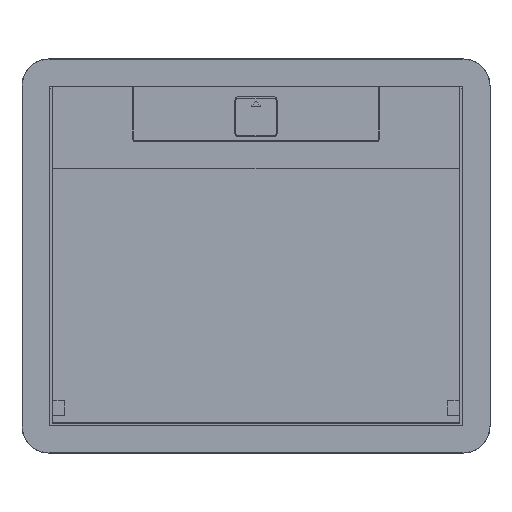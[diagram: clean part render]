
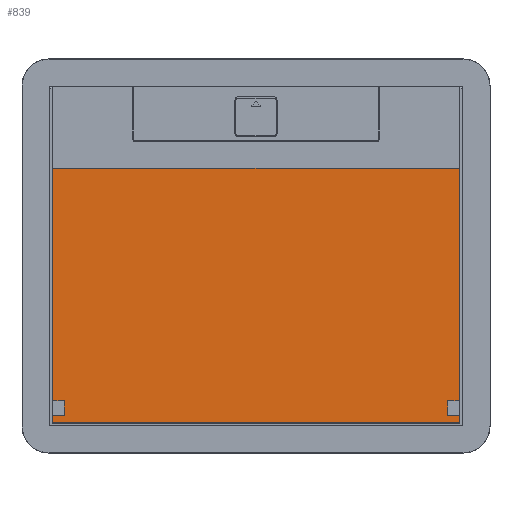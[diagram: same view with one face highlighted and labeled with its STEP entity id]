
A CAD part, top view. The second image highlights one B-rep face of the part: STEP entity #839.
In plain terms, the highlighted planar face has unit normal (0, 0, 1).
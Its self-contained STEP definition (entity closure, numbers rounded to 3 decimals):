
#555=CARTESIAN_POINT('Vertex',(-123.725,113.25,4.4)) ;
#560=CARTESIAN_POINT('Line Origine',(0.,113.25,4.4)) ;
#564=CARTESIAN_POINT('Vertex',(123.725,113.25,4.4)) ;
#745=CARTESIAN_POINT('Axis2P3D Location',(0.,0.,4.4)) ;
#750=CARTESIAN_POINT('Line Origine',(-123.725,42.5,4.4)) ;
#754=CARTESIAN_POINT('Vertex',(-123.725,-28.25,4.4)) ;
#757=CARTESIAN_POINT('Line Origine',(-120.238,-28.25,4.4)) ;
#761=CARTESIAN_POINT('Vertex',(-116.75,-28.25,4.4)) ;
#764=CARTESIAN_POINT('Line Origine',(-116.75,-32.75,4.4)) ;
#768=CARTESIAN_POINT('Vertex',(-116.75,-37.25,4.4)) ;
#771=CARTESIAN_POINT('Line Origine',(-122.,-37.25,4.4)) ;
#775=CARTESIAN_POINT('Vertex',(-127.25,-37.25,4.4)) ;
#778=CARTESIAN_POINT('Line Origine',(-127.25,-39.25,4.4)) ;
#782=CARTESIAN_POINT('Vertex',(-127.25,-41.25,4.4)) ;
#785=CARTESIAN_POINT('Line Origine',(0.,-41.25,4.4)) ;
#789=CARTESIAN_POINT('Vertex',(127.25,-41.25,4.4)) ;
#792=CARTESIAN_POINT('Line Origine',(127.25,-39.25,4.4)) ;
#796=CARTESIAN_POINT('Vertex',(127.25,-37.25,4.4)) ;
#799=CARTESIAN_POINT('Line Origine',(122.,-37.25,4.4)) ;
#803=CARTESIAN_POINT('Vertex',(116.75,-37.25,4.4)) ;
#806=CARTESIAN_POINT('Line Origine',(116.75,-32.75,4.4)) ;
#810=CARTESIAN_POINT('Vertex',(116.75,-28.25,4.4)) ;
#813=CARTESIAN_POINT('Line Origine',(120.238,-28.25,4.4)) ;
#817=CARTESIAN_POINT('Vertex',(123.725,-28.25,4.4)) ;
#820=CARTESIAN_POINT('Line Origine',(123.725,42.5,4.4)) ;
#561=DIRECTION('Vector Direction',(-1.,0.,0.)) ;
#746=DIRECTION('Axis2P3D Direction',(0.,0.,1.)) ;
#747=DIRECTION('Axis2P3D XDirection',(1.,0.,0.)) ;
#751=DIRECTION('Vector Direction',(0.,-1.,0.)) ;
#758=DIRECTION('Vector Direction',(-1.,0.,0.)) ;
#765=DIRECTION('Vector Direction',(0.,1.,0.)) ;
#772=DIRECTION('Vector Direction',(1.,0.,0.)) ;
#779=DIRECTION('Vector Direction',(0.,-1.,0.)) ;
#786=DIRECTION('Vector Direction',(-1.,0.,0.)) ;
#793=DIRECTION('Vector Direction',(0.,-1.,0.)) ;
#800=DIRECTION('Vector Direction',(-1.,0.,0.)) ;
#807=DIRECTION('Vector Direction',(0.,1.,0.)) ;
#814=DIRECTION('Vector Direction',(1.,0.,0.)) ;
#821=DIRECTION('Vector Direction',(0.,-1.,0.)) ;
#748=AXIS2_PLACEMENT_3D('Plane Axis2P3D',#745,#746,#747) ;
#826=ORIENTED_EDGE('',*,*,#756,.T.) ;
#827=ORIENTED_EDGE('',*,*,#763,.T.) ;
#828=ORIENTED_EDGE('',*,*,#770,.T.) ;
#829=ORIENTED_EDGE('',*,*,#777,.T.) ;
#830=ORIENTED_EDGE('',*,*,#784,.T.) ;
#831=ORIENTED_EDGE('',*,*,#791,.T.) ;
#832=ORIENTED_EDGE('',*,*,#798,.T.) ;
#833=ORIENTED_EDGE('',*,*,#805,.T.) ;
#834=ORIENTED_EDGE('',*,*,#812,.T.) ;
#835=ORIENTED_EDGE('',*,*,#819,.T.) ;
#836=ORIENTED_EDGE('',*,*,#824,.T.) ;
#837=ORIENTED_EDGE('',*,*,#566,.F.) ;
#562=VECTOR('Line Direction',#561,1.) ;
#752=VECTOR('Line Direction',#751,1.) ;
#759=VECTOR('Line Direction',#758,1.) ;
#766=VECTOR('Line Direction',#765,1.) ;
#773=VECTOR('Line Direction',#772,1.) ;
#780=VECTOR('Line Direction',#779,1.) ;
#787=VECTOR('Line Direction',#786,1.) ;
#794=VECTOR('Line Direction',#793,1.) ;
#801=VECTOR('Line Direction',#800,1.) ;
#808=VECTOR('Line Direction',#807,1.) ;
#815=VECTOR('Line Direction',#814,1.) ;
#822=VECTOR('Line Direction',#821,1.) ;
#839=ADVANCED_FACE('Corps principal',(#838),#749,.T.) ;
#566=EDGE_CURVE('',#556,#565,#563,.F.) ;
#756=EDGE_CURVE('',#556,#755,#753,.T.) ;
#763=EDGE_CURVE('',#755,#762,#760,.F.) ;
#770=EDGE_CURVE('',#762,#769,#767,.F.) ;
#777=EDGE_CURVE('',#769,#776,#774,.F.) ;
#784=EDGE_CURVE('',#776,#783,#781,.T.) ;
#791=EDGE_CURVE('',#783,#790,#788,.F.) ;
#798=EDGE_CURVE('',#790,#797,#795,.F.) ;
#805=EDGE_CURVE('',#797,#804,#802,.T.) ;
#812=EDGE_CURVE('',#804,#811,#809,.T.) ;
#819=EDGE_CURVE('',#811,#818,#816,.T.) ;
#824=EDGE_CURVE('',#818,#565,#823,.F.) ;
#825=EDGE_LOOP('',(#826,#827,#828,#829,#830,#831,#832,#833,#834,#835,#836,#837)) ;
#838=FACE_OUTER_BOUND('',#825,.T.) ;
#563=LINE('Line',#560,#562) ;
#753=LINE('Line',#750,#752) ;
#760=LINE('Line',#757,#759) ;
#767=LINE('Line',#764,#766) ;
#774=LINE('Line',#771,#773) ;
#781=LINE('Line',#778,#780) ;
#788=LINE('Line',#785,#787) ;
#795=LINE('Line',#792,#794) ;
#802=LINE('Line',#799,#801) ;
#809=LINE('Line',#806,#808) ;
#816=LINE('Line',#813,#815) ;
#823=LINE('Line',#820,#822) ;
#749=PLANE('',#748) ;
#556=VERTEX_POINT('',#555) ;
#565=VERTEX_POINT('',#564) ;
#755=VERTEX_POINT('',#754) ;
#762=VERTEX_POINT('',#761) ;
#769=VERTEX_POINT('',#768) ;
#776=VERTEX_POINT('',#775) ;
#783=VERTEX_POINT('',#782) ;
#790=VERTEX_POINT('',#789) ;
#797=VERTEX_POINT('',#796) ;
#804=VERTEX_POINT('',#803) ;
#811=VERTEX_POINT('',#810) ;
#818=VERTEX_POINT('',#817) ;
